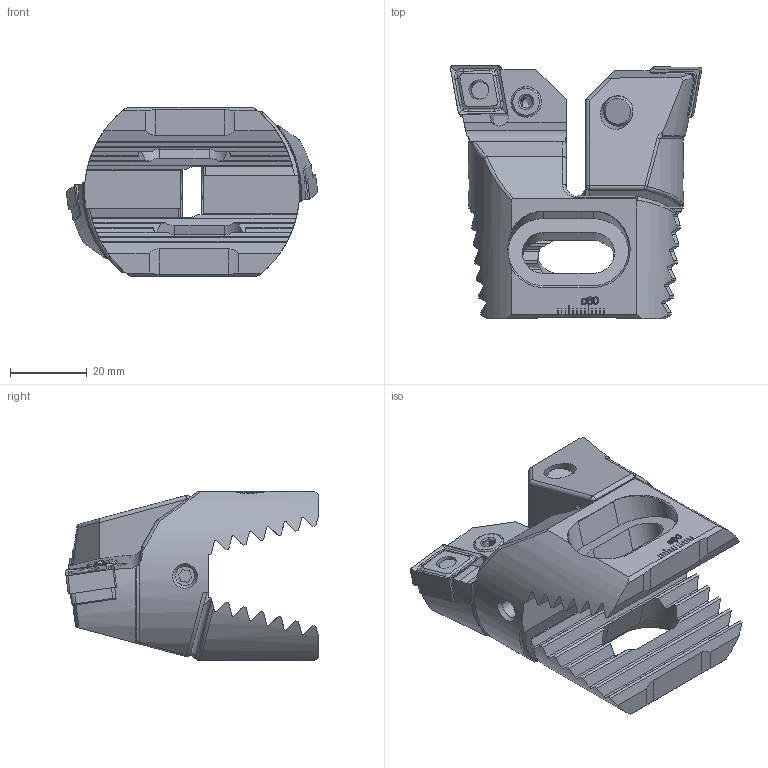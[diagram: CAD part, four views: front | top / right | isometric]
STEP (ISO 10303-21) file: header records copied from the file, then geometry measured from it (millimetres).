
FILE_DESCRIPTION (( 'STEP AP214' ), '1' );
FILE_NAME ('Z55.WCD.B13.037.STEP', '2020-08-14T11:56:20', ( '' ), ( '' ), 'SwSTEP 2.0', 'SolidWorks 2017', '' );
FILE_SCHEMA (( 'AUTOMOTIVE_DESIGN' ));
Length unit declared in the file: millimetre
Products named in the file (10): WCD-ER2.101.003_A; Z55-xxx.001.037_C_versetzt CN12; WCD; CNMG120404; WCD-ER3.101.000_A; WCD-ER1.101.000; WCD-ER4.101.017_A; Z55-ER3.001.020; Z55.WCD.B13.037; Z55-WCD.B13.037_C_versetzt CN12
Assembly tree (14 placements, depth 3):
  Z55.WCD.B13.037
    Z55-xxx.001.037_C_versetzt CN12
    WCD  x2
      WCD-ER4.101.017_A
      WCD-ER3.101.000_A
    WCD-ER1.101.000  x2
    CNMG120404  x2
    Z55-ER3.001.020  x2
    Z55-WCD.B13.037_C_versetzt CN12
    WCD-ER2.101.003_A  x2
Bounding box: 65.5 x 65.99 x 44.2 mm (x, y, z)
Volume: 63257.1 mm3; surface area: 26287.8 mm2
Topology: 14 solids, 14 shells, 778 faces, 2018 edges, 1276 vertices
Faces by surface type: plane 424, bspline 130, cylinder 128, cone 74, torus 14, sphere 8
Full cylindrical faces by diameter (mm): 2 x4, 3.55 x2, 4 x2, 5 x2, 5.16 x2, 6 x2, 6.4 x4, 7 x2, 7.9 x4, 8 x2, 8.4 x2
Entity records: 25936 total; most frequent: CARTESIAN_POINT 10949, ORIENTED_EDGE 3274, DIRECTION 2394, EDGE_CURVE 1637, VERTEX_POINT 1068, VECTOR 912, LINE 912, AXIS2_PLACEMENT_3D 741
